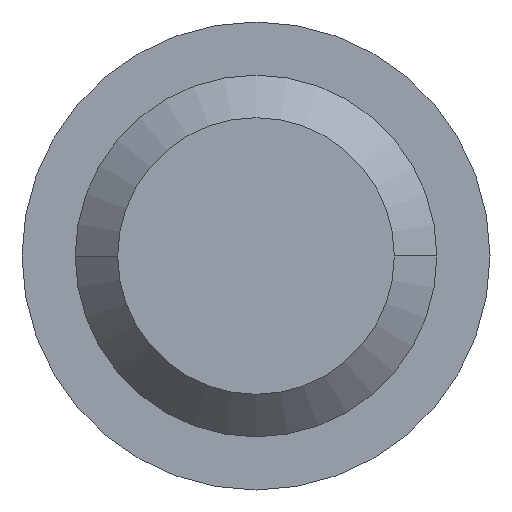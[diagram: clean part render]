
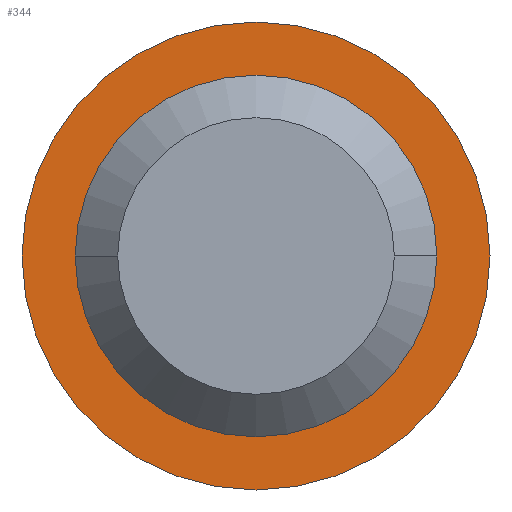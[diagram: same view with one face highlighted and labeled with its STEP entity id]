
A CAD part, front view. The second image highlights one B-rep face of the part: STEP entity #344.
In plain terms, the highlighted planar face has unit normal (0, -1, 0).
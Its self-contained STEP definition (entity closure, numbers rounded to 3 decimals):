
#66 = DIRECTION ( 'NONE',  ( -1., 0., 0. ) ) ;
#71 = DIRECTION ( 'NONE',  ( -1., 0., 0. ) ) ;
#73 = AXIS2_PLACEMENT_3D ( 'NONE', #76, #328, #66 ) ;
#75 = CARTESIAN_POINT ( 'NONE',  ( 1.1, -4.4, 0. ) ) ;
#76 = CARTESIAN_POINT ( 'NONE',  ( 0., -4.4, 0. ) ) ;
#83 = EDGE_CURVE ( 'NONE', #364, #242, #346, .T. ) ;
#120 = AXIS2_PLACEMENT_3D ( 'NONE', #418, #156, #71 ) ;
#130 = ORIENTED_EDGE ( 'NONE', *, *, #168, .F. ) ;
#139 = AXIS2_PLACEMENT_3D ( 'NONE', #343, #386, #301 ) ;
#140 = CIRCLE ( 'NONE', #120, 0.85 ) ;
#148 = DIRECTION ( 'NONE',  ( 0., 1., 0. ) ) ;
#151 = CIRCLE ( 'NONE', #216, 1.1 ) ;
#156 = DIRECTION ( 'NONE',  ( 0., 1., 0. ) ) ;
#158 = ORIENTED_EDGE ( 'NONE', *, *, #329, .T. ) ;
#162 = DIRECTION ( 'NONE',  ( 0., 1., 0. ) ) ;
#164 = AXIS2_PLACEMENT_3D ( 'NONE', #372, #162, #206 ) ;
#168 = EDGE_CURVE ( 'NONE', #242, #364, #151, .T. ) ;
#180 = CARTESIAN_POINT ( 'NONE',  ( -1.1, -4.4, 0. ) ) ;
#201 = FACE_OUTER_BOUND ( 'NONE', #306, .T. ) ;
#206 = DIRECTION ( 'NONE',  ( -1., 0., 0. ) ) ;
#216 = AXIS2_PLACEMENT_3D ( 'NONE', #481, #148, #235 ) ;
#235 = DIRECTION ( 'NONE',  ( -1., 0., 0. ) ) ;
#242 = VERTEX_POINT ( 'NONE', #180 ) ;
#268 = VERTEX_POINT ( 'NONE', #375 ) ;
#292 = CARTESIAN_POINT ( 'NONE',  ( -0.85, -4.4, 0. ) ) ;
#299 = EDGE_CURVE ( 'NONE', #541, #268, #140, .T. ) ;
#301 = DIRECTION ( 'NONE',  ( -1., 0., 0. ) ) ;
#306 = EDGE_LOOP ( 'NONE', ( #130, #360 ) ) ;
#315 = EDGE_LOOP ( 'NONE', ( #523, #158 ) ) ;
#328 = DIRECTION ( 'NONE',  ( 0., 1., 0. ) ) ;
#329 = EDGE_CURVE ( 'NONE', #268, #541, #528, .T. ) ;
#343 = CARTESIAN_POINT ( 'NONE',  ( 0., -4.4, 0. ) ) ;
#344 = ADVANCED_FACE ( 'NONE', ( #201, #464 ), #548, .F. ) ;
#346 = CIRCLE ( 'NONE', #139, 1.1 ) ;
#360 = ORIENTED_EDGE ( 'NONE', *, *, #83, .F. ) ;
#364 = VERTEX_POINT ( 'NONE', #75 ) ;
#372 = CARTESIAN_POINT ( 'NONE',  ( 1.1, -4.4, 0. ) ) ;
#375 = CARTESIAN_POINT ( 'NONE',  ( 0.85, -4.4, 0. ) ) ;
#386 = DIRECTION ( 'NONE',  ( 0., 1., 0. ) ) ;
#418 = CARTESIAN_POINT ( 'NONE',  ( 0., -4.4, 0. ) ) ;
#464 = FACE_BOUND ( 'NONE', #315, .T. ) ;
#481 = CARTESIAN_POINT ( 'NONE',  ( 0., -4.4, 0. ) ) ;
#523 = ORIENTED_EDGE ( 'NONE', *, *, #299, .T. ) ;
#528 = CIRCLE ( 'NONE', #73, 0.85 ) ;
#541 = VERTEX_POINT ( 'NONE', #292 ) ;
#548 = PLANE ( 'NONE',  #164 ) ;
